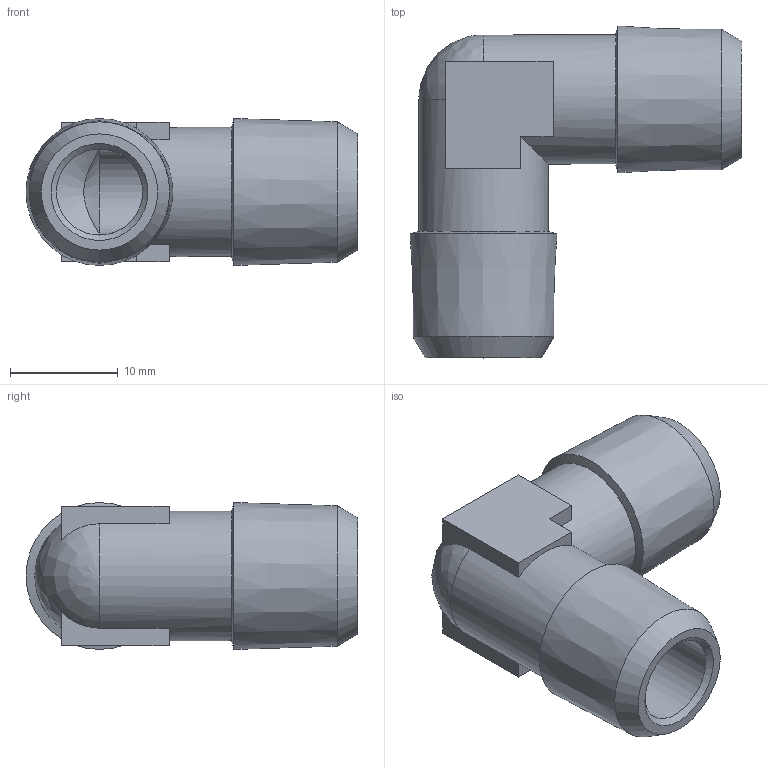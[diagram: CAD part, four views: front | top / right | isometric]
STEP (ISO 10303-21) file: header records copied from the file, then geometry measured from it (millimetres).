
FILE_DESCRIPTION (( 'STEP AP214' ), '1' );
FILE_NAME ('0500000010300A.STEP', '2013-08-07T14:54:46', ( 'ST01' ), ( '' ), 'SwSTEP 2.0', 'SolidWorks 2012', '' );
FILE_SCHEMA (( 'AUTOMOTIVE_DESIGN' ));
Length unit declared in the file: millimetre
Products named in the file (1): 0500000010300A
Bounding box: 30.82 x 30.82 x 13.64 mm (x, y, z)
Volume: 3681.7 mm3; surface area: 3287.5 mm2
Topology: 1 solids, 1 shells, 31 faces, 82 edges, 52 vertices
Faces by surface type: plane 16, cone 10, cylinder 4, bspline 1
Full cylindrical faces by diameter (mm): 8 x2, 12 x2
Entity records: 1267 total; most frequent: CARTESIAN_POINT 569, ORIENTED_EDGE 130, DIRECTION 124, EDGE_CURVE 65, VERTEX_POINT 48, AXIS2_PLACEMENT_3D 46, EDGE_LOOP 45, FACE_OUTER_BOUND 35
